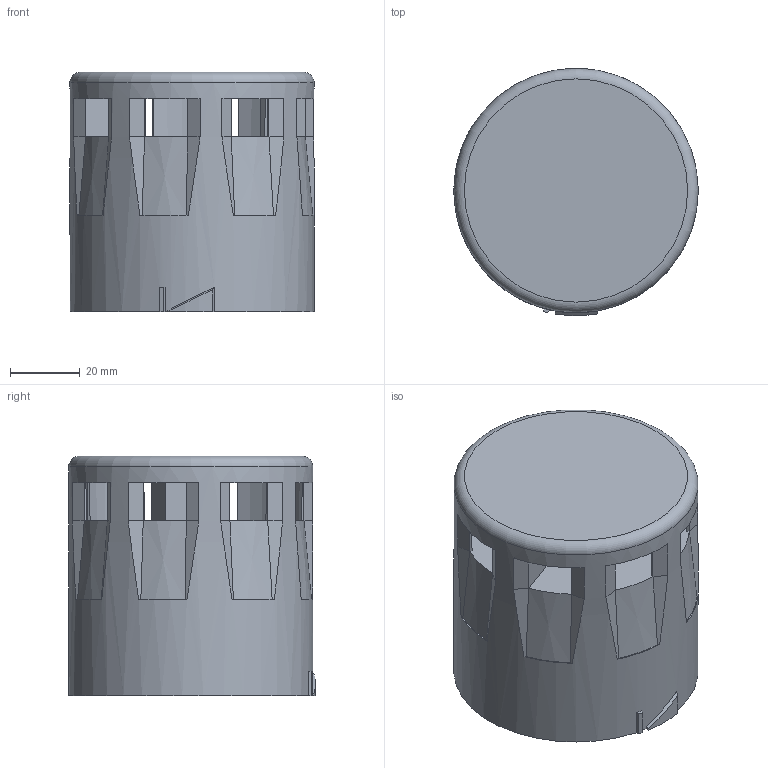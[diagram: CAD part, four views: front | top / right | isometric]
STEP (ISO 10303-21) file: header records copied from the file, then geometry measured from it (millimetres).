
FILE_DESCRIPTION(/* description */ (''),/* implementation_level */ '2;1');
FILE_NAME(/* name */ 'V2PC7ZM_AuerSignal_910510405.stp',/* time_stamp */ '2021-05-19T17:51:26+02:00',/* author */ (''),/* organization */ (''),/* preprocessor_version */ 'ST-DEVELOPER v16',/* originating_system */ 'SIEMENS PLM Software NX 10.0',/* authorisation */ '');
FILE_SCHEMA (('AUTOMOTIVE_DESIGN { 1 0 10303 214 3 1 1 1 }'));
Length unit declared in the file: millimetre
Products named in the file (1): P.Ge43C8EDE4cwwe
Bounding box: 70 x 70.75 x 68.6 mm (x, y, z)
Volume: 185687.2 mm3; surface area: 31872.3 mm2
Topology: 1 solids, 2 shells, 94 faces, 256 edges, 160 vertices
Faces by surface type: plane 63, cone 23, cylinder 4, revolution 2, bspline 1, torus 1
Full cylindrical faces by diameter (mm): 62.8 x1, 70 x1
Entity records: 3008 total; most frequent: CARTESIAN_POINT 650, ORIENTED_EDGE 496, DIRECTION 468, EDGE_CURVE 248, AXIS2_PLACEMENT_3D 166, VERTEX_POINT 156, LINE 134, VECTOR 134
